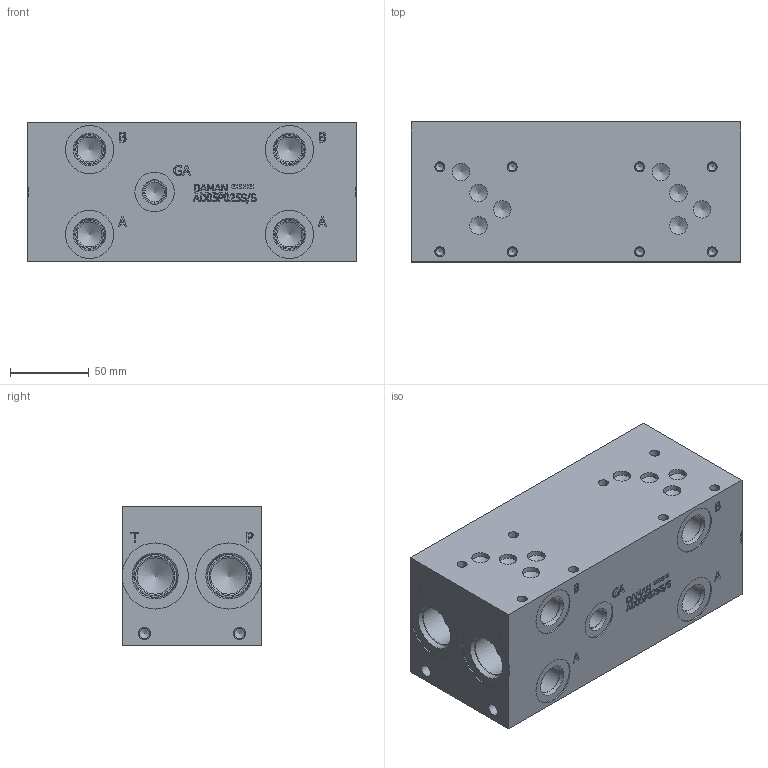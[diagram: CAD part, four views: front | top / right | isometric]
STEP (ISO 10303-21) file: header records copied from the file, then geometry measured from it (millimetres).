
FILE_DESCRIPTION(/* description */ (''),/* implementation_level */ '2;1');
FILE_NAME(/* name */ '_D05P025S_S.stp',/* time_stamp */ '2021-07-29T11:15:58-04:00',/* author */ ('anthonyv'),/* organization */ (''),/* preprocessor_version */ 'ST-DEVELOPER v18.1',/* originating_system */ 'Autodesk Inventor 2021',/* authorisation */ '');
FILE_SCHEMA (('AUTOMOTIVE_DESIGN { 1 0 10303 214 3 1 1 }'));
Length unit declared in the file: millimetre
Products named in the file (1): _D05P025S_S
Bounding box: 209.55 x 88.9 x 88.9 mm (x, y, z)
Volume: 1517887.7 mm3; surface area: 116685.5 mm2
Topology: 1 solids, 1 shells, 675 faces, 1840 edges, 1247 vertices
Faces by surface type: plane 358, bspline 175, cylinder 83, cone 59
Full cylindrical faces by diameter (mm): 5.105 x8, 6.35 x8, 6.528 x4, 7.925 x4, 11.125 x8, 12.294 x1, 12.9 x1, 14.275 x1, 14.529 x1, 15.875 x4, 17.475 x1, 17.501 x4, 19.05 x4, 19.253 x4, 22.225 x1, 23.012 x4, 23.698 x1, 24.917 x4, 25.019 x1, 25.4 x1, 26.187 x1, 26.99 x1, 27 x3, 27.381 x1, 27.432 x4, 30.632 x4, 42.037 x4
Entity records: 22678 total; most frequent: CARTESIAN_POINT 6008, ORIENTED_EDGE 3620, DIRECTION 2777, EDGE_CURVE 1810, VERTEX_POINT 1247, LINE 1145, VECTOR 1145, AXIS2_PLACEMENT_3D 816
